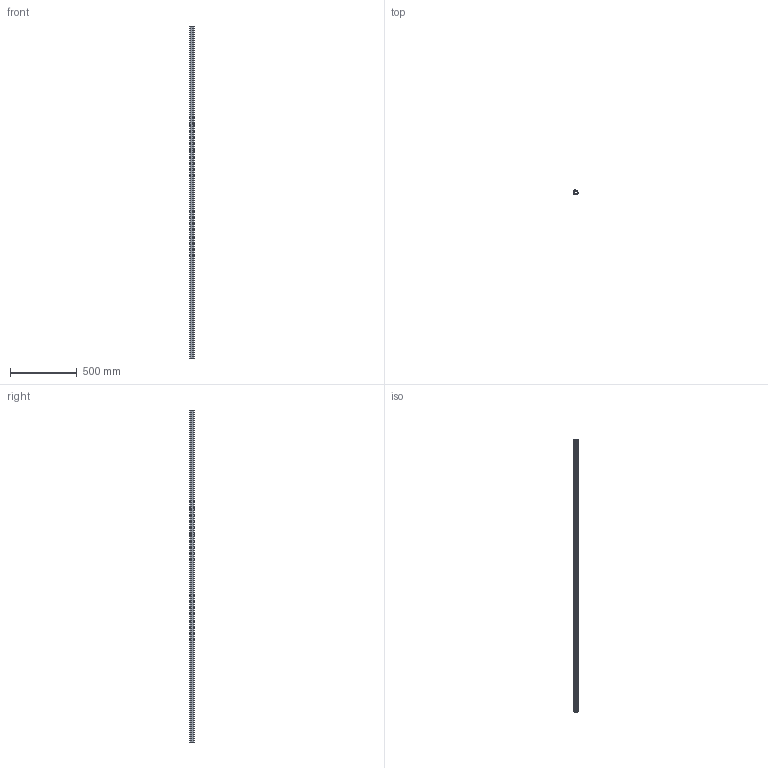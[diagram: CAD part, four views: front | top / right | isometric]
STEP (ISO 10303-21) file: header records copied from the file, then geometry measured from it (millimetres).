
FILE_DESCRIPTION(('STEP AP214'),'1');
FILE_NAME('100-260-98in THICK.stp','2014-06-26T01:23:23',(' '),(' '),'Spatial InterOp 3D',' ',' ');
FILE_SCHEMA(('automotive_design'));
Length unit declared in the file: metre
Products named in the file (1): 1
Bounding box: 31.75 x 31.75 x 2489.2 mm (x, y, z)
Volume: 370990.8 mm3; surface area: 601389.6 mm2
Topology: 1 solids, 1 shells, 182 faces, 540 edges, 360 vertices
Faces by surface type: plane 158, cylinder 24
Entity records: 7489 total; most frequent: CARTESIAN_POINT 1083, ORIENTED_EDGE 1080, DIRECTION 954, EDGE_CURVE 540, LINE 492, VECTOR 492, VERTEX_POINT 360, AXIS2_PLACEMENT_3D 231
